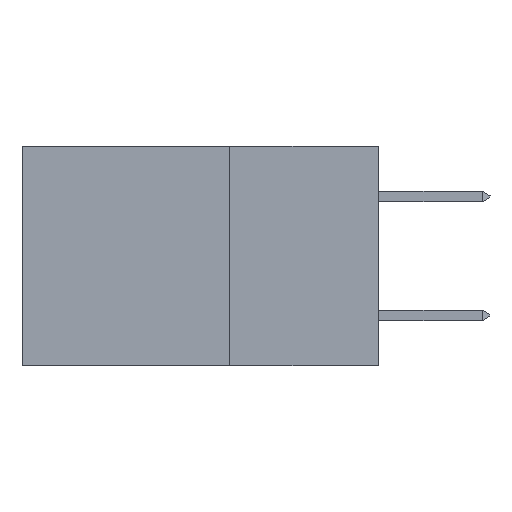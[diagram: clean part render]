
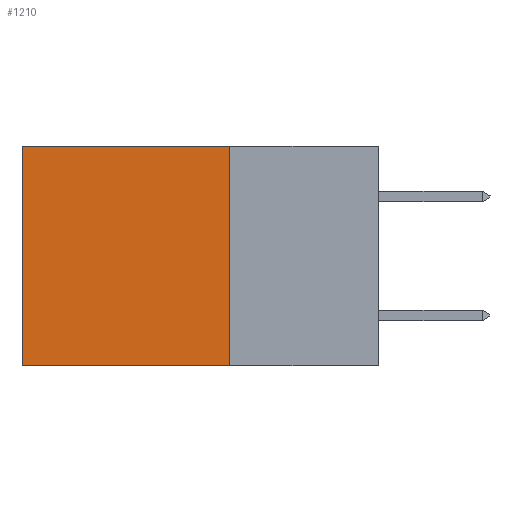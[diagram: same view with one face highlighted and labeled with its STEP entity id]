
A CAD part, left-side view. The second image highlights one B-rep face of the part: STEP entity #1210.
In plain terms, the highlighted planar face has unit normal (-1, 0, 0).
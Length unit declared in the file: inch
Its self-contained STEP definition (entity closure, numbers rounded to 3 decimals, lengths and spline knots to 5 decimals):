
#285 = CARTESIAN_POINT ( 'NONE',  ( 0.2615, 0.25, -0.37 ) ) ;
#370 = AXIS2_PLACEMENT_3D ( 'NONE', #5904, #6821, #2825 ) ;
#475 = DIRECTION ( 'NONE',  ( 0., 1., 0. ) ) ;
#477 = VERTEX_POINT ( 'NONE', #285 ) ;
#568 = VERTEX_POINT ( 'NONE', #10450 ) ;
#678 = ORIENTED_EDGE ( 'NONE', *, *, #6926, .F. ) ;
#1210 = ADVANCED_FACE ( 'NONE', ( #2892 ), #10822, .F. ) ;
#1517 = DIRECTION ( 'NONE',  ( 0., 0., -1. ) ) ;
#1734 = CARTESIAN_POINT ( 'NONE',  ( 0.2615, 0.6, 0. ) ) ;
#1945 = VERTEX_POINT ( 'NONE', #1734 ) ;
#2375 = CARTESIAN_POINT ( 'NONE',  ( 0.2615, 0.6, -0.37 ) ) ;
#2526 = EDGE_CURVE ( 'NONE', #1945, #568, #9203, .T. ) ;
#2610 = LINE ( 'NONE', #6595, #11544 ) ;
#2825 = DIRECTION ( 'NONE',  ( 0., 0., -1. ) ) ;
#2892 = FACE_OUTER_BOUND ( 'NONE', #8213, .T. ) ;
#4349 = VECTOR ( 'NONE', #5428, 39.37008 ) ;
#4681 = VECTOR ( 'NONE', #475, 39.37008 ) ;
#4764 = EDGE_CURVE ( 'NONE', #9877, #1945, #9084, .T. ) ;
#5428 = DIRECTION ( 'NONE',  ( 0., 1., 0. ) ) ;
#5904 = CARTESIAN_POINT ( 'NONE',  ( 0.2615, 0.25, -0.37 ) ) ;
#6091 = EDGE_CURVE ( 'NONE', #9877, #477, #2610, .T. ) ;
#6595 = CARTESIAN_POINT ( 'NONE',  ( 0.2615, 0.25, -0.37 ) ) ;
#6821 = DIRECTION ( 'NONE',  ( 1., 0., 0. ) ) ;
#6926 = EDGE_CURVE ( 'NONE', #477, #568, #8532, .T. ) ;
#8213 = EDGE_LOOP ( 'NONE', ( #9240, #678, #10066, #9389 ) ) ;
#8532 = LINE ( 'NONE', #9439, #4349 ) ;
#8654 = CARTESIAN_POINT ( 'NONE',  ( 0.2615, 0.25, 0. ) ) ;
#8733 = DIRECTION ( 'NONE',  ( 0., 0., -1. ) ) ;
#9084 = LINE ( 'NONE', #11215, #4681 ) ;
#9203 = LINE ( 'NONE', #2375, #9381 ) ;
#9240 = ORIENTED_EDGE ( 'NONE', *, *, #2526, .T. ) ;
#9381 = VECTOR ( 'NONE', #1517, 39.37008 ) ;
#9389 = ORIENTED_EDGE ( 'NONE', *, *, #4764, .T. ) ;
#9439 = CARTESIAN_POINT ( 'NONE',  ( 0.2615, 0.25, -0.37 ) ) ;
#9877 = VERTEX_POINT ( 'NONE', #8654 ) ;
#10066 = ORIENTED_EDGE ( 'NONE', *, *, #6091, .F. ) ;
#10450 = CARTESIAN_POINT ( 'NONE',  ( 0.2615, 0.6, -0.37 ) ) ;
#10822 = PLANE ( 'NONE',  #370 ) ;
#11215 = CARTESIAN_POINT ( 'NONE',  ( 0.2615, 0.25, 0. ) ) ;
#11544 = VECTOR ( 'NONE', #8733, 39.37008 ) ;
